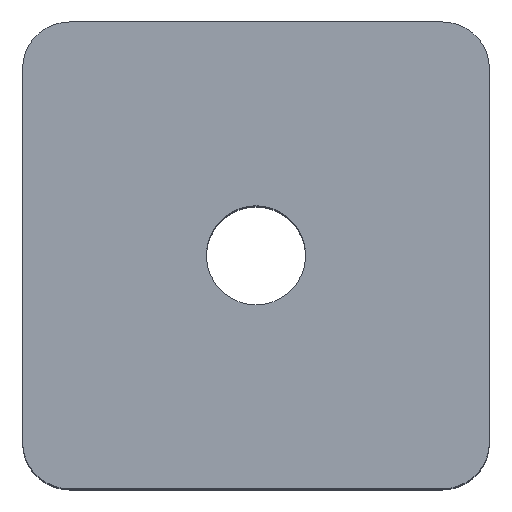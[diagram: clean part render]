
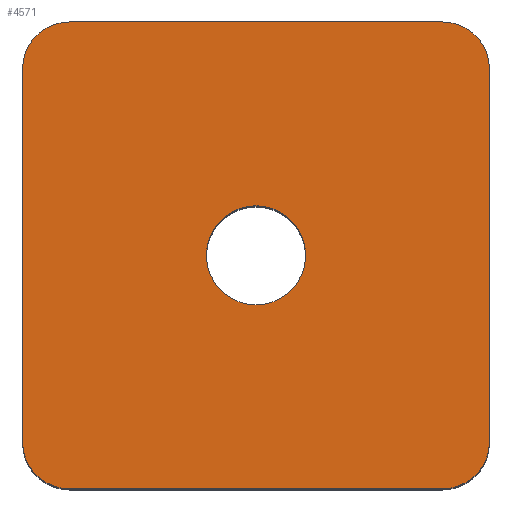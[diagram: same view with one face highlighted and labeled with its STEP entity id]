
A CAD part, top view. The second image highlights one B-rep face of the part: STEP entity #4571.
In plain terms, the highlighted face is planar.
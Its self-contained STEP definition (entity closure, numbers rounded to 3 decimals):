
#2112=VECTOR('',#3730,1.);
#2115=VECTOR('',#3741,1.);
#2116=VECTOR('',#3744,1.);
#2117=VECTOR('',#3747,1.);
#2236=LINE('',#4201,#2112);
#2239=LINE('',#4211,#2115);
#2240=LINE('',#4215,#2116);
#2241=LINE('',#4218,#2117);
#2299=PLANE('',#4423);
#2607=ORIENTED_EDGE('',*,*,#3071,.F.);
#2608=ORIENTED_EDGE('',*,*,#3067,.F.);
#2609=ORIENTED_EDGE('',*,*,#3069,.F.);
#2610=ORIENTED_EDGE('',*,*,#3072,.F.);
#2611=ORIENTED_EDGE('',*,*,#3073,.F.);
#2612=ORIENTED_EDGE('',*,*,#3074,.F.);
#2613=ORIENTED_EDGE('',*,*,#3075,.F.);
#2614=ORIENTED_EDGE('',*,*,#3076,.F.);
#2615=ORIENTED_EDGE('',*,*,#3077,.T.);
#2758=CIRCLE('',#4422,4.);
#2759=CIRCLE('',#4424,4.);
#2760=CIRCLE('',#4425,4.);
#2761=CIRCLE('',#4426,4.);
#2762=CIRCLE('',#4427,4.25);
#2890=VERTEX_POINT('',#4198);
#2891=VERTEX_POINT('',#4200);
#2892=VERTEX_POINT('',#4204);
#2893=VERTEX_POINT('',#4208);
#2894=VERTEX_POINT('',#4210);
#2895=VERTEX_POINT('',#4212);
#2896=VERTEX_POINT('',#4214);
#2897=VERTEX_POINT('',#4216);
#2898=VERTEX_POINT('',#4219);
#3067=EDGE_CURVE('',#2890,#2891,#2236,.T.);
#3069=EDGE_CURVE('',#2892,#2890,#2758,.T.);
#3071=EDGE_CURVE('',#2891,#2893,#2759,.T.);
#3072=EDGE_CURVE('',#2894,#2892,#2239,.T.);
#3073=EDGE_CURVE('',#2895,#2894,#2760,.T.);
#3074=EDGE_CURVE('',#2896,#2895,#2240,.T.);
#3075=EDGE_CURVE('',#2897,#2896,#2761,.T.);
#3076=EDGE_CURVE('',#2893,#2897,#2241,.T.);
#3077=EDGE_CURVE('',#2898,#2898,#2762,.T.);
#3207=EDGE_LOOP('',(#2607,#2608,#2609,#2610,#2611,#2612,#2613,#2614));
#3208=EDGE_LOOP('',(#2615));
#3343=FACE_BOUND('',#3207,.T.);
#3344=FACE_BOUND('',#3208,.T.);
#3730=DIRECTION('',(0.,-32.,0.));
#3734=DIRECTION('',(0.,0.,1.));
#3735=DIRECTION('',(0.,4.,0.));
#3737=DIRECTION('',(0.,0.,-1.));
#3738=DIRECTION('',(0.,1.,0.));
#3739=DIRECTION('',(0.,0.,1.));
#3740=DIRECTION('',(-4.,0.,0.));
#3741=DIRECTION('',(-32.,0.,0.));
#3742=DIRECTION('',(0.,0.,1.));
#3743=DIRECTION('',(4.,0.,0.));
#3744=DIRECTION('',(0.,32.,0.));
#3745=DIRECTION('',(0.,0.,1.));
#3746=DIRECTION('',(0.,-4.,0.));
#3747=DIRECTION('',(32.,0.,0.));
#3748=DIRECTION('',(0.,0.,1.));
#3749=DIRECTION('',(0.,-4.25,0.));
#4198=CARTESIAN_POINT('',(-20.,16.,-9.));
#4200=CARTESIAN_POINT('',(-20.,-16.,-9.));
#4201=CARTESIAN_POINT('',(-20.,16.,-9.));
#4204=CARTESIAN_POINT('',(-16.,20.,-9.));
#4205=CARTESIAN_POINT('',(-16.,16.,-9.));
#4207=CARTESIAN_POINT('',(-20.,-16.,-9.));
#4208=CARTESIAN_POINT('',(-16.,-20.,-9.));
#4209=CARTESIAN_POINT('',(-16.,-16.,-9.));
#4210=CARTESIAN_POINT('',(16.,20.,-9.));
#4211=CARTESIAN_POINT('',(16.,20.,-9.));
#4212=CARTESIAN_POINT('',(20.,16.,-9.));
#4213=CARTESIAN_POINT('',(16.,16.,-9.));
#4214=CARTESIAN_POINT('',(20.,-16.,-9.));
#4215=CARTESIAN_POINT('',(20.,-16.,-9.));
#4216=CARTESIAN_POINT('',(16.,-20.,-9.));
#4217=CARTESIAN_POINT('',(16.,-16.,-9.));
#4218=CARTESIAN_POINT('',(-16.,-20.,-9.));
#4219=CARTESIAN_POINT('',(0.,-4.25,-9.));
#4220=CARTESIAN_POINT('',(0.,0.,-9.));
#4422=AXIS2_PLACEMENT_3D('',#4205,#3734,#3735);
#4423=AXIS2_PLACEMENT_3D('',#4207,#3737,#3738);
#4424=AXIS2_PLACEMENT_3D('',#4209,#3739,#3740);
#4425=AXIS2_PLACEMENT_3D('',#4213,#3742,#3743);
#4426=AXIS2_PLACEMENT_3D('',#4217,#3745,#3746);
#4427=AXIS2_PLACEMENT_3D('',#4220,#3748,#3749);
#4571=ADVANCED_FACE('',(#3343,#3344),#2299,.T.);
